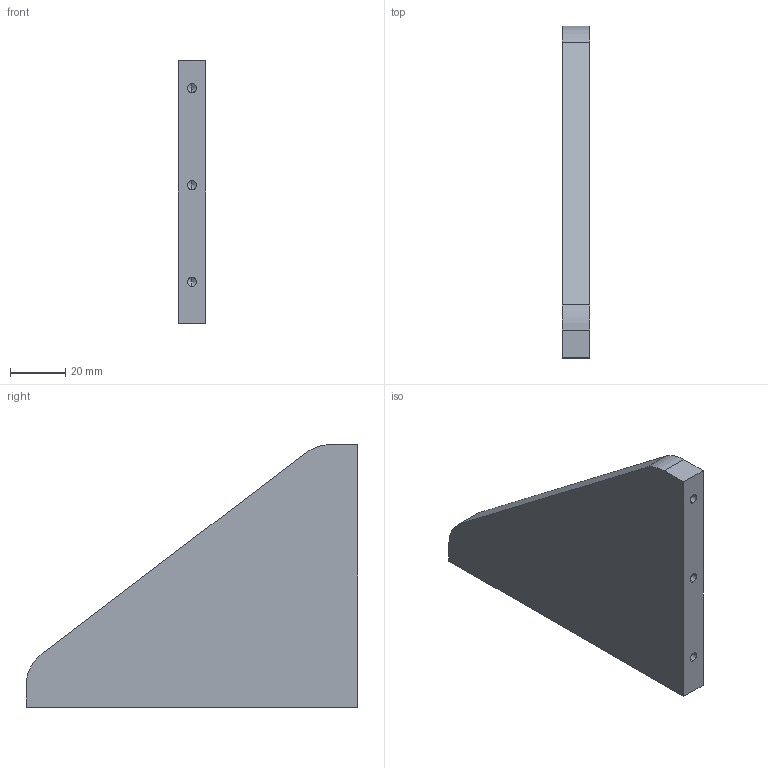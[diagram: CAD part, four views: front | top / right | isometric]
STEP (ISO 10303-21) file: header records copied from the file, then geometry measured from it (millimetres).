
FILE_DESCRIPTION (( 'STEP AP214' ), '1' );
FILE_NAME ('GalvoMountSide_x2.STEP', '2022-09-06T14:47:46', ( '' ), ( '' ), 'SwSTEP 2.0', 'SolidWorks 2020', '' );
FILE_SCHEMA (( 'AUTOMOTIVE_DESIGN' ));
Length unit declared in the file: millimetre
Products named in the file (1): GalvoMountSide_x2
Bounding box: 10 x 120 x 95 mm (x, y, z)
Volume: 71358 mm3; surface area: 18771.3 mm2
Topology: 1 solids, 1 shells, 33 faces, 81 edges, 44 vertices
Faces by surface type: cylinder 14, cone 12, plane 7
Entity records: 1049 total; most frequent: DIRECTION 165, CARTESIAN_POINT 147, ORIENTED_EDGE 138, EDGE_CURVE 69, AXIS2_PLACEMENT_3D 62, VERTEX_POINT 44, VECTOR 41, LINE 41
